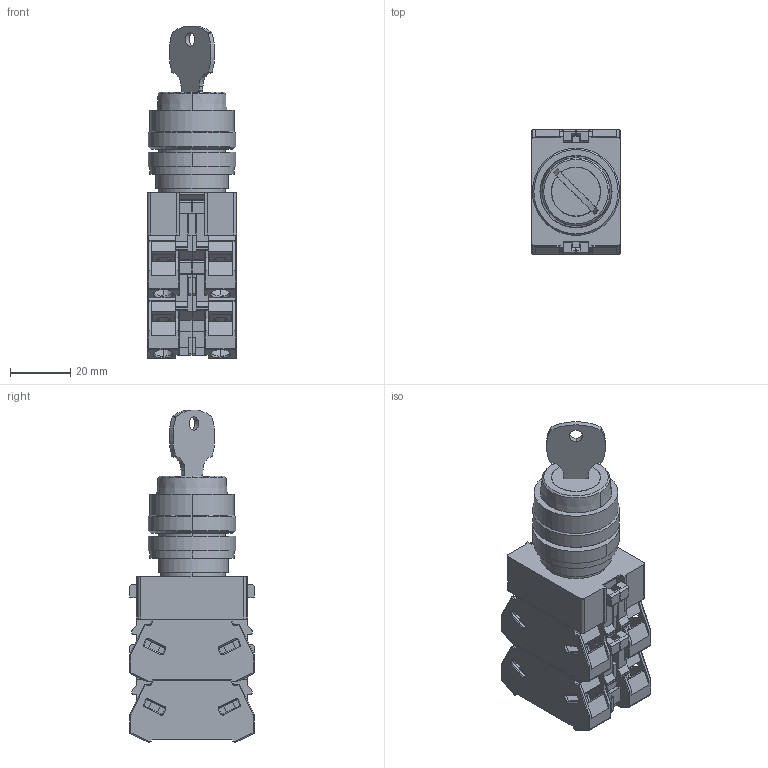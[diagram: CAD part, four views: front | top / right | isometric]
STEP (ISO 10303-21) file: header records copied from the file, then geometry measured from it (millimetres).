
FILE_DESCRIPTION (( 'STEP AP214' ), '1' );
FILE_NAME ('41_ASW[2][3]$Kxx.STEP', '2021-01-15T08:01:31', ( 'IDEC' ), ( 'IDEC' ), 'SwSTEP 2.0', 'SolidWorks 2019', '' );
FILE_SCHEMA (( 'AUTOMOTIVE_DESIGN' ));
Length unit declared in the file: millimetre
Products named in the file (9): TW-KEY-BUTTON; TW-SELECTOR-KEY-HANDLE; HW-Uxx(R); TW-KEY-ロータ; TW-RING; 41_ASW[2][3]$Kxx; TW-BODY2; TW-KEY; TW-ADJUSTMENT-RING
Assembly tree (11 placements, depth 3):
  41_ASW[2][3]$Kxx
    TW-BODY2
    TW-SELECTOR-KEY-HANDLE
      TW-KEY-BUTTON
      TW-KEY-ロータ
      TW-KEY
    TW-RING
    TW-ADJUSTMENT-RING
    HW-Uxx(R)  x4
Bounding box: 29.6 x 41.4 x 110.4 mm (x, y, z)
Volume: 70507.6 mm3; surface area: 32989.5 mm2
Topology: 10 solids, 10 shells, 1210 faces, 3311 edges, 2124 vertices
Faces by surface type: plane 725, cylinder 317, bspline 144, cone 24
Entity records: 13668 total; most frequent: CARTESIAN_POINT 3155, ORIENTED_EDGE 2186, DIRECTION 2055, EDGE_CURVE 1093, LINE 789, VECTOR 789, VERTEX_POINT 708, AXIS2_PLACEMENT_3D 633
